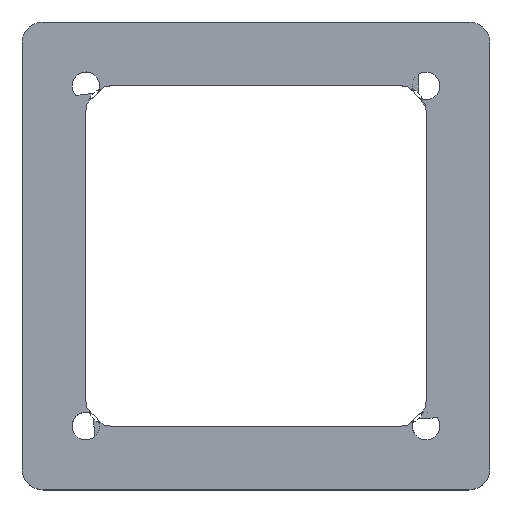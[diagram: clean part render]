
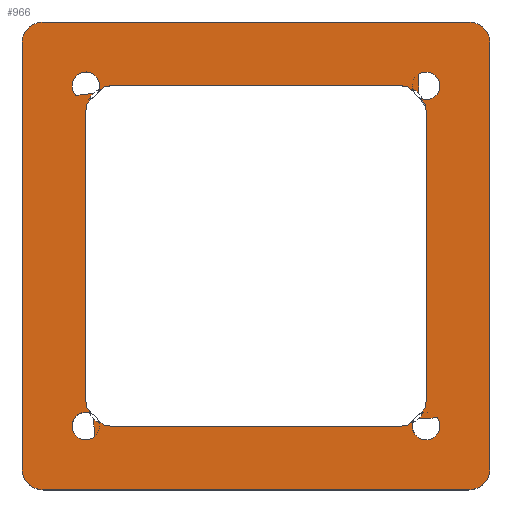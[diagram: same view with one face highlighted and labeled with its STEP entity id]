
A CAD part, top view. The second image highlights one B-rep face of the part: STEP entity #966.
In plain terms, the highlighted planar face has unit normal (0, 0, 1).
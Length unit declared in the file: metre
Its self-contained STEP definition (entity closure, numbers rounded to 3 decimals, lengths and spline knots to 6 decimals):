
#7 = CARTESIAN_POINT('', (0.05, -0.055, 0.076));
#8 = VERTEX_POINT('', #7);
#9 = CARTESIAN_POINT('', (0.055, -0.05, 0.076));
#10 = VERTEX_POINT('', #9);
#15 = CARTESIAN_POINT('', (0.055, 0.05, 0.076));
#16 = VERTEX_POINT('', #15);
#17 = CARTESIAN_POINT('', (0.05, 0.055, 0.076));
#18 = VERTEX_POINT('', #17);
#23 = CARTESIAN_POINT('', (-0.05, 0.055, 0.076));
#24 = VERTEX_POINT('', #23);
#25 = CARTESIAN_POINT('', (-0.055, 0.05, 0.076));
#26 = VERTEX_POINT('', #25);
#31 = CARTESIAN_POINT('', (-0.05, -0.055, 0.076));
#32 = VERTEX_POINT('', #31);
#33 = CARTESIAN_POINT('', (-0.055, -0.05, 0.076));
#34 = VERTEX_POINT('', #33);
#39 = CARTESIAN_POINT('', (-0.03675, -0.04, 0.076));
#40 = VERTEX_POINT('', #39);
#43 = CARTESIAN_POINT('', (-0.03675, 0.04, 0.076));
#44 = VERTEX_POINT('', #43);
#47 = CARTESIAN_POINT('', (0.04325, -0.04, 0.076));
#48 = VERTEX_POINT('', #47);
#51 = CARTESIAN_POINT('', (0.04325, 0.04, 0.076));
#52 = VERTEX_POINT('', #51);
#55 = CARTESIAN_POINT('', (0.034, -0.04, 0.076));
#56 = VERTEX_POINT('', #55);
#57 = CARTESIAN_POINT('', (0.04, -0.034, 0.076));
#58 = VERTEX_POINT('', #57);
#63 = CARTESIAN_POINT('', (0.04, 0.034, 0.076));
#64 = VERTEX_POINT('', #63);
#65 = CARTESIAN_POINT('', (0.034, 0.04, 0.076));
#66 = VERTEX_POINT('', #65);
#71 = CARTESIAN_POINT('', (-0.034, 0.04, 0.076));
#72 = VERTEX_POINT('', #71);
#73 = CARTESIAN_POINT('', (-0.04, 0.034, 0.076));
#74 = VERTEX_POINT('', #73);
#79 = CARTESIAN_POINT('', (-0.034, -0.04, 0.076));
#80 = VERTEX_POINT('', #79);
#81 = CARTESIAN_POINT('', (-0.04, -0.034, 0.076));
#82 = VERTEX_POINT('', #81);
#89 = DIRECTION('', (0., -1, 0));
#90 = DIRECTION('', (0, 0, 1));
#91 = CARTESIAN_POINT('', (0.05, -0.05, 0.076));
#92 = AXIS2_PLACEMENT_3D('', #91, #90, #89);
#93 = CIRCLE('', #92, 0.005);
#107 = DIRECTION('', (1, 0., 0));
#108 = DIRECTION('', (-0, -0, 1));
#109 = CARTESIAN_POINT('', (0.05, 0.05, 0.076));
#110 = AXIS2_PLACEMENT_3D('', #109, #108, #107);
#111 = CIRCLE('', #110, 0.005);
#125 = DIRECTION('', (0, -1, 0));
#126 = VECTOR('', #125, 1);
#127 = CARTESIAN_POINT('', (0.055, 0.05, 0.076));
#128 = LINE('', #127, #126);
#133 = DIRECTION('', (0., 1, 0));
#134 = DIRECTION('', (0, -0, 1));
#135 = CARTESIAN_POINT('', (-0.05, 0.05, 0.076));
#136 = AXIS2_PLACEMENT_3D('', #135, #134, #133);
#137 = CIRCLE('', #136, 0.005);
#151 = DIRECTION('', (1, -0, 0));
#152 = VECTOR('', #151, 1);
#153 = CARTESIAN_POINT('', (-0.05, 0.055, 0.076));
#154 = LINE('', #153, #152);
#159 = DIRECTION('', (0., -1, 0));
#160 = DIRECTION('', (0, -0, -1));
#161 = CARTESIAN_POINT('', (-0.05, -0.05, 0.076));
#162 = AXIS2_PLACEMENT_3D('', #161, #160, #159);
#163 = CIRCLE('', #162, 0.005);
#177 = DIRECTION('', (-1, -0, 0));
#178 = VECTOR('', #177, 1);
#179 = CARTESIAN_POINT('', (0.05, -0.055, 0.076));
#180 = LINE('', #179, #178);
#185 = DIRECTION('', (0, 1, 0));
#186 = VECTOR('', #185, 1);
#187 = CARTESIAN_POINT('', (-0.055, -0.05, 0.076));
#188 = LINE('', #187, #186);
#257 = DIRECTION('', (1, 0, 0));
#258 = DIRECTION('', (0, -0, 1));
#259 = CARTESIAN_POINT('', (-0.04, -0.04, 0.076));
#260 = AXIS2_PLACEMENT_3D('', #259, #258, #257);
#261 = CIRCLE('', #260, 0.00325);
#394 = DIRECTION('', (1, 0, 0));
#395 = DIRECTION('', (0, -0, 1));
#396 = CARTESIAN_POINT('', (-0.04, 0.04, 0.076));
#397 = AXIS2_PLACEMENT_3D('', #396, #395, #394);
#398 = CIRCLE('', #397, 0.00325);
#531 = DIRECTION('', (1, 0, 0));
#532 = DIRECTION('', (0, -0, 1));
#533 = CARTESIAN_POINT('', (0.04, -0.04, 0.076));
#534 = AXIS2_PLACEMENT_3D('', #533, #532, #531);
#535 = CIRCLE('', #534, 0.00325);
#604 = DIRECTION('', (1, 0, 0));
#605 = DIRECTION('', (0, -0, 1));
#606 = CARTESIAN_POINT('', (0.04, 0.04, 0.076));
#607 = AXIS2_PLACEMENT_3D('', #606, #605, #604);
#608 = CIRCLE('', #607, 0.00325);
#613 = DIRECTION('', (0, -1, 0.));
#614 = DIRECTION('', (0., 0., 1));
#615 = CARTESIAN_POINT('', (0.034, -0.034, 0.076));
#616 = AXIS2_PLACEMENT_3D('', #615, #614, #613);
#617 = CIRCLE('', #616, 0.006);
#631 = DIRECTION('', (1, 0, 0.));
#632 = DIRECTION('', (0., 0., 1));
#633 = CARTESIAN_POINT('', (0.034, 0.034, 0.076));
#634 = AXIS2_PLACEMENT_3D('', #633, #632, #631);
#635 = CIRCLE('', #634, 0.006);
#649 = DIRECTION('', (0, -1, 0));
#650 = VECTOR('', #649, 1);
#651 = CARTESIAN_POINT('', (0.04, 0.034, 0.076));
#652 = LINE('', #651, #650);
#657 = DIRECTION('', (0, 1, 0.));
#658 = DIRECTION('', (0., 0., 1));
#659 = CARTESIAN_POINT('', (-0.034, 0.034, 0.076));
#660 = AXIS2_PLACEMENT_3D('', #659, #658, #657);
#661 = CIRCLE('', #660, 0.006);
#675 = DIRECTION('', (1, -0, 0));
#676 = VECTOR('', #675, 1);
#677 = CARTESIAN_POINT('', (-0.034, 0.04, 0.076));
#678 = LINE('', #677, #676);
#683 = DIRECTION('', (0, -1, 0.));
#684 = DIRECTION('', (0., 0., -1));
#685 = CARTESIAN_POINT('', (-0.034, -0.034, 0.076));
#686 = AXIS2_PLACEMENT_3D('', #685, #684, #683);
#687 = CIRCLE('', #686, 0.006);
#701 = DIRECTION('', (-1, -0, 0));
#702 = VECTOR('', #701, 1);
#703 = CARTESIAN_POINT('', (0.034, -0.04, 0.076));
#704 = LINE('', #703, #702);
#709 = DIRECTION('', (0, 1, 0));
#710 = VECTOR('', #709, 1);
#711 = CARTESIAN_POINT('', (-0.04, -0.034, 0.076));
#712 = LINE('', #711, #710);
#714 = EDGE_CURVE('', #8, #10, #93, .T.);
#718 = EDGE_CURVE('', #16, #18, #111, .T.);
#722 = EDGE_CURVE('', #16, #10, #128, .T.);
#724 = EDGE_CURVE('', #24, #26, #137, .T.);
#728 = EDGE_CURVE('', #24, #18, #154, .T.);
#730 = EDGE_CURVE('', #32, #34, #163, .T.);
#734 = EDGE_CURVE('', #8, #32, #180, .T.);
#736 = EDGE_CURVE('', #34, #26, #188, .T.);
#739 = EDGE_CURVE('', #40, #40, #261, .T.);
#742 = EDGE_CURVE('', #44, #44, #398, .T.);
#745 = EDGE_CURVE('', #48, #48, #535, .T.);
#748 = EDGE_CURVE('', #52, #52, #608, .T.);
#750 = EDGE_CURVE('', #56, #58, #617, .T.);
#754 = EDGE_CURVE('', #64, #66, #635, .T.);
#758 = EDGE_CURVE('', #64, #58, #652, .T.);
#760 = EDGE_CURVE('', #72, #74, #661, .T.);
#764 = EDGE_CURVE('', #72, #66, #678, .T.);
#766 = EDGE_CURVE('', #80, #82, #687, .T.);
#770 = EDGE_CURVE('', #56, #80, #704, .T.);
#772 = EDGE_CURVE('', #82, #74, #712, .T.);
#793 = CARTESIAN_POINT('', (0, 0, 0.076));
#794 = DIRECTION('', (0, -0, 1));
#795 = AXIS2_PLACEMENT_3D('', #793, #794, $);
#796 = PLANE('', #795);
#934 = ORIENTED_EDGE('', *, *, #730, .F.);
#935 = ORIENTED_EDGE('', *, *, #734, .F.);
#936 = ORIENTED_EDGE('', *, *, #714, .T.);
#937 = ORIENTED_EDGE('', *, *, #722, .F.);
#938 = ORIENTED_EDGE('', *, *, #718, .T.);
#939 = ORIENTED_EDGE('', *, *, #728, .F.);
#940 = ORIENTED_EDGE('', *, *, #724, .T.);
#941 = ORIENTED_EDGE('', *, *, #736, .F.);
#942 = ORIENTED_EDGE('', *, *, #739, .F.);
#943 = ORIENTED_EDGE('', *, *, #742, .F.);
#944 = ORIENTED_EDGE('', *, *, #745, .F.);
#945 = ORIENTED_EDGE('', *, *, #748, .F.);
#946 = ORIENTED_EDGE('', *, *, #766, .T.);
#947 = ORIENTED_EDGE('', *, *, #772, .T.);
#948 = ORIENTED_EDGE('', *, *, #760, .F.);
#949 = ORIENTED_EDGE('', *, *, #764, .T.);
#950 = ORIENTED_EDGE('', *, *, #754, .F.);
#951 = ORIENTED_EDGE('', *, *, #758, .T.);
#952 = ORIENTED_EDGE('', *, *, #750, .F.);
#953 = ORIENTED_EDGE('', *, *, #770, .T.);
#954 = EDGE_LOOP('', (#934, #935, #936, #937, #938, #939, #940, #941));
#955 = FACE_BOUND('', #954, .T.);
#956 = EDGE_LOOP('', (#942));
#957 = FACE_BOUND('', #956, .T.);
#958 = EDGE_LOOP('', (#943));
#959 = FACE_BOUND('', #958, .T.);
#960 = EDGE_LOOP('', (#944));
#961 = FACE_BOUND('', #960, .T.);
#962 = EDGE_LOOP('', (#945));
#963 = FACE_BOUND('', #962, .T.);
#964 = EDGE_LOOP('', (#946, #947, #948, #949, #950, #951, #952, #953));
#965 = FACE_BOUND('', #964, .T.);
#966 = ADVANCED_FACE('', (#955, #957, #959, #961, #963, #965), #796, .T.);
